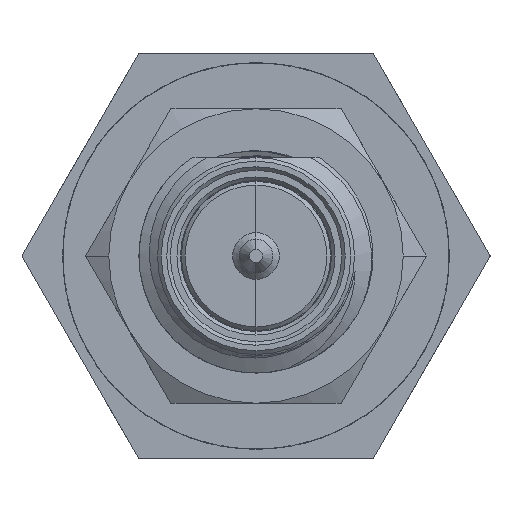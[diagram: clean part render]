
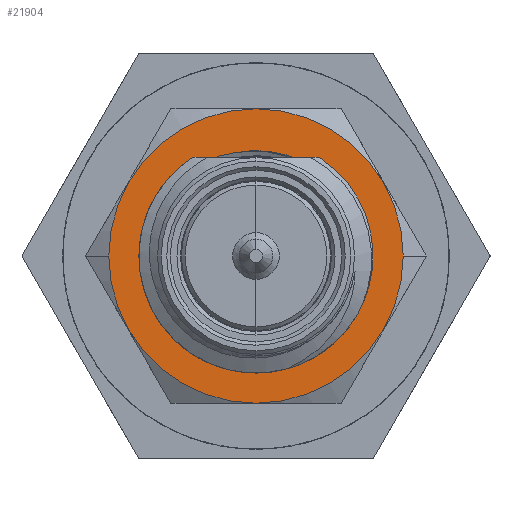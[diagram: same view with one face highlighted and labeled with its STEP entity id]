
A CAD part, left-side view. The second image highlights one B-rep face of the part: STEP entity #21904.
In plain terms, the highlighted face is planar.
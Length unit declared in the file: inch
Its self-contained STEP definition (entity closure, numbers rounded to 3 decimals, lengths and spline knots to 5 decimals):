
#101 = CARTESIAN_POINT ( 'NONE',  ( 0.0215, 0.11052, 0. ) ) ;
#410 = ORIENTED_EDGE ( 'NONE', *, *, #1274, .T. ) ;
#1124 = DIRECTION ( 'NONE',  ( 1., 0., 0. ) ) ;
#1149 = CARTESIAN_POINT ( 'NONE',  ( 0., 0., 0. ) ) ;
#1180 = ORIENTED_EDGE ( 'NONE', *, *, #2140, .F. ) ;
#1274 = EDGE_CURVE ( 'NONE', #14122, #22100, #25552, .T. ) ;
#1345 = PLANE ( 'NONE',  #19099 ) ;
#1368 = DIRECTION ( 'NONE',  ( -1., 0., 0. ) ) ;
#1698 = CARTESIAN_POINT ( 'NONE',  ( 0.08039, 0.0851, 0. ) ) ;
#2041 = ORIENTED_EDGE ( 'NONE', *, *, #37680, .F. ) ;
#2140 = EDGE_CURVE ( 'NONE', #9232, #36089, #18688, .T. ) ;
#2854 = EDGE_CURVE ( 'NONE', #5662, #39060, #30032, .T. ) ;
#4046 = DIRECTION ( 'NONE',  ( 0., 0., -1. ) ) ;
#4573 = DIRECTION ( 'NONE',  ( 0., 0., 1. ) ) ;
#4598 = CARTESIAN_POINT ( 'NONE',  ( -0.08382, -0.0789, 0. ) ) ;
#4691 = EDGE_CURVE ( 'NONE', #39060, #9232, #45163, .T. ) ;
#4927 = CARTESIAN_POINT ( 'NONE',  ( 0.10924, -0.06297, 0. ) ) ;
#5136 = CARTESIAN_POINT ( 'NONE',  ( 0.11069, 0.04718, 0. ) ) ;
#5662 = VERTEX_POINT ( 'NONE', #18644 ) ;
#6101 = AXIS2_PLACEMENT_3D ( 'NONE', #35927, #4046, #40081 ) ;
#7826 = CARTESIAN_POINT ( 'NONE',  ( -0.06668, -0.09575, 0. ) ) ;
#8034 = FACE_BOUND ( 'NONE', #33760, .T. ) ;
#9232 = VERTEX_POINT ( 'NONE', #17887 ) ;
#10259 = ORIENTED_EDGE ( 'NONE', *, *, #2854, .F. ) ;
#11065 = CARTESIAN_POINT ( 'NONE',  ( 0.02397, -0.12048, 0. ) ) ;
#11394 = CARTESIAN_POINT ( 'NONE',  ( 0.12087, -0.0319, 0. ) ) ;
#11527 = CARTESIAN_POINT ( 'NONE',  ( -0.09313, -0.06576, 0. ) ) ;
#12290 = AXIS2_PLACEMENT_3D ( 'NONE', #13216, #41386, #16237 ) ;
#12304 = CARTESIAN_POINT ( 'NONE',  ( 0.07391, 0.09009, 0. ) ) ;
#12377 = ORIENTED_EDGE ( 'NONE', *, *, #44119, .T. ) ;
#13216 = CARTESIAN_POINT ( 'NONE',  ( 0., 0., 0. ) ) ;
#14122 = VERTEX_POINT ( 'NONE', #36621 ) ;
#14178 = CARTESIAN_POINT ( 'NONE',  ( 0.02958, 0.10953, 0. ) ) ;
#14541 = CARTESIAN_POINT ( 'NONE',  ( 0.032, -0.11913, 0. ) ) ;
#14616 = AXIS2_PLACEMENT_3D ( 'NONE', #1149, #25634, #1368 ) ;
#14786 = EDGE_LOOP ( 'NONE', ( #410, #12377 ) ) ;
#15214 = CARTESIAN_POINT ( 'NONE',  ( -0.1572, 0., 0. ) ) ;
#15325 = CARTESIAN_POINT ( 'NONE',  ( 0.1067, 0.05442, 0. ) ) ;
#16237 = DIRECTION ( 'NONE',  ( -1., 0., 0. ) ) ;
#17887 = CARTESIAN_POINT ( 'NONE',  ( 0.0215, 0.11052, 0. ) ) ;
#18009 = CARTESIAN_POINT ( 'NONE',  ( 0.0549, -0.11209, 0. ) ) ;
#18468 = CARTESIAN_POINT ( 'NONE',  ( -0.02388, -0.11727, 0. ) ) ;
#18644 = CARTESIAN_POINT ( 'NONE',  ( -0.10017, -0.05141, 0. ) ) ;
#18688 = B_SPLINE_CURVE_WITH_KNOTS ( 'NONE', 3,
 ( #101, #14178, #42338, #38880, #35443, #12304, #1698, #43933, #26408, #15325, #5136, #25957, #19245, #29189, #22261, #36794, #43033, #11394 ),
 .UNSPECIFIED., .F., .F.,
 ( 4, 2, 2, 2, 2, 2, 2, 2, 4 ),
 ( 0.00201, 0.00262, 0.00324, 0.00385, 0.00447, 0.00508, 0.0057, 0.00631, 0.00693 ),
 .UNSPECIFIED. ) ;
#18845 = CARTESIAN_POINT ( 'NONE',  ( 0., 0., 0. ) ) ;
#19099 = AXIS2_PLACEMENT_3D ( 'NONE', #22591, #4573, #1124 ) ;
#19245 = CARTESIAN_POINT ( 'NONE',  ( 0.11939, 0.02456, 0. ) ) ;
#19265 = CARTESIAN_POINT ( 'NONE',  ( 0.07647, -0.10025, 0. ) ) ;
#21904 = ADVANCED_FACE ( 'NONE', ( #43374, #8034 ), #1345, .F. ) ;
#21932 = CARTESIAN_POINT ( 'NONE',  ( -0.07845, -0.08498, 0. ) ) ;
#22100 = VERTEX_POINT ( 'NONE', #15214 ) ;
#22261 = CARTESIAN_POINT ( 'NONE',  ( 0.12333, 0.00042, 0. ) ) ;
#22591 = CARTESIAN_POINT ( 'NONE',  ( 0., 0., 0. ) ) ;
#23064 = CARTESIAN_POINT ( 'NONE',  ( -0.11259, 0., 0. ) ) ;
#23804 = B_SPLINE_CURVE_WITH_KNOTS ( 'NONE', 3,
 ( #26660, #36587, #4927, #43505, #19265, #40729 ),
 .UNSPECIFIED., .F., .F.,
 ( 4, 2, 4 ),
 ( 0.54106, 0.60412, 0.66719 ),
 .UNSPECIFIED. ) ;
#25046 = CIRCLE ( 'NONE', #14616, 0.1572 ) ;
#25403 = CARTESIAN_POINT ( 'NONE',  ( -0.04626, -0.1087, 0. ) ) ;
#25552 = CIRCLE ( 'NONE', #31450, 0.1572 ) ;
#25634 = DIRECTION ( 'NONE',  ( 0., 0., -1. ) ) ;
#25957 = CARTESIAN_POINT ( 'NONE',  ( 0.11701, 0.03228, 0. ) ) ;
#26408 = CARTESIAN_POINT ( 'NONE',  ( 0.09747, 0.06772, 0. ) ) ;
#26660 = CARTESIAN_POINT ( 'NONE',  ( 0.12087, -0.0319, 0. ) ) ;
#26964 = EDGE_CURVE ( 'NONE', #36089, #44792, #23804, .T. ) ;
#28868 = CARTESIAN_POINT ( 'NONE',  ( -0.00004, -0.12127, 0. ) ) ;
#29189 = CARTESIAN_POINT ( 'NONE',  ( 0.12258, 0.00857, 0. ) ) ;
#29247 = DIRECTION ( 'NONE',  ( 0., 0., -1. ) ) ;
#30032 = CIRCLE ( 'NONE', #12290, 0.11259 ) ;
#31450 = AXIS2_PLACEMENT_3D ( 'NONE', #18845, #29247, #44217 ) ;
#31476 = ORIENTED_EDGE ( 'NONE', *, *, #26964, .F. ) ;
#31886 = CARTESIAN_POINT ( 'NONE',  ( 0.00794, -0.12154, 0. ) ) ;
#32115 = CARTESIAN_POINT ( 'NONE',  ( 0.06215, -0.10847, 0. ) ) ;
#32566 = CARTESIAN_POINT ( 'NONE',  ( -0.10017, -0.05141, 0. ) ) ;
#33760 = EDGE_LOOP ( 'NONE', ( #1180, #37398, #10259, #2041, #31476 ) ) ;
#34731 = CARTESIAN_POINT ( 'NONE',  ( 0.12087, -0.0319, 0. ) ) ;
#35348 = CARTESIAN_POINT ( 'NONE',  ( 0.04742, -0.11494, 0. ) ) ;
#35443 = CARTESIAN_POINT ( 'NONE',  ( 0.06015, 0.09862, 0. ) ) ;
#35927 = CARTESIAN_POINT ( 'NONE',  ( 0., 0., 0. ) ) ;
#36018 = CARTESIAN_POINT ( 'NONE',  ( -0.09702, -0.05879, 0. ) ) ;
#36089 = VERTEX_POINT ( 'NONE', #34731 ) ;
#36250 = CARTESIAN_POINT ( 'NONE',  ( -0.01594, -0.11915, 0. ) ) ;
#36587 = CARTESIAN_POINT ( 'NONE',  ( 0.11665, -0.04786, 0. ) ) ;
#36621 = CARTESIAN_POINT ( 'NONE',  ( 0.1572, 0., 0. ) ) ;
#36794 = CARTESIAN_POINT ( 'NONE',  ( 0.12326, -0.01574, 0. ) ) ;
#37398 = ORIENTED_EDGE ( 'NONE', *, *, #4691, .F. ) ;
#37680 = EDGE_CURVE ( 'NONE', #44792, #5662, #43590, .T. ) ;
#38880 = CARTESIAN_POINT ( 'NONE',  ( 0.05274, 0.10223, 0. ) ) ;
#39060 = VERTEX_POINT ( 'NONE', #23064 ) ;
#39469 = CARTESIAN_POINT ( 'NONE',  ( -0.06019, -0.10051, 0. ) ) ;
#40081 = DIRECTION ( 'NONE',  ( -1., 0., 0. ) ) ;
#40729 = CARTESIAN_POINT ( 'NONE',  ( 0.06215, -0.10847, 0. ) ) ;
#41386 = DIRECTION ( 'NONE',  ( 0., 0., -1. ) ) ;
#42338 = CARTESIAN_POINT ( 'NONE',  ( 0.03745, 0.10767, 0. ) ) ;
#42649 = CARTESIAN_POINT ( 'NONE',  ( 0.06215, -0.10847, 0. ) ) ;
#42937 = CARTESIAN_POINT ( 'NONE',  ( -0.039, -0.11205, 0. ) ) ;
#43033 = CARTESIAN_POINT ( 'NONE',  ( 0.12246, -0.02387, 0. ) ) ;
#43374 = FACE_OUTER_BOUND ( 'NONE', #14786, .T. ) ;
#43505 = CARTESIAN_POINT ( 'NONE',  ( 0.08914, -0.08917, 0. ) ) ;
#43590 = B_SPLINE_CURVE_WITH_KNOTS ( 'NONE', 3,
 ( #32115, #18009, #35348, #14541, #11065, #31886, #28868, #36250, #18468, #42937, #25403, #39469, #7826, #21932, #4598, #11527, #36018, #32566 ),
 .UNSPECIFIED., .F., .F.,
 ( 4, 2, 2, 2, 2, 2, 2, 2, 4 ),
 ( 0., 0.00061, 0.00122, 0.00183, 0.00243, 0.00304, 0.00365, 0.00426, 0.00487 ),
 .UNSPECIFIED. ) ;
#43933 = CARTESIAN_POINT ( 'NONE',  ( 0.09222, 0.07386, 0. ) ) ;
#44119 = EDGE_CURVE ( 'NONE', #22100, #14122, #25046, .T. ) ;
#44217 = DIRECTION ( 'NONE',  ( -1., 0., 0. ) ) ;
#44792 = VERTEX_POINT ( 'NONE', #42649 ) ;
#45163 = CIRCLE ( 'NONE', #6101, 0.11259 ) ;
